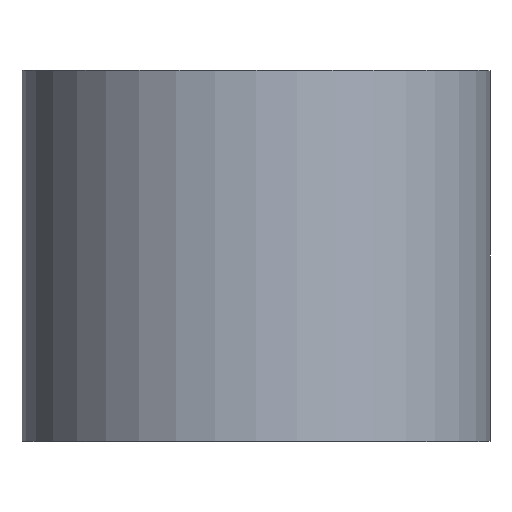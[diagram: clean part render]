
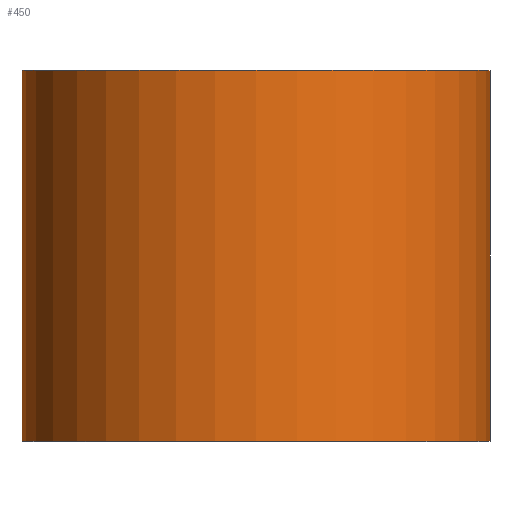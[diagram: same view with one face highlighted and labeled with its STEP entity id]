
A CAD part, top view. The second image highlights one B-rep face of the part: STEP entity #450.
In plain terms, the highlighted cylindrical face has radius 20.5 mm (diameter 41 mm), a full revolution.
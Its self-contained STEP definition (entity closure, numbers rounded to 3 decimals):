
#43=FACE_OUTER_BOUND('',#70,.T.);
#70=EDGE_LOOP('',(#345,#346,#347,#348));
#87=CIRCLE('',#495,20.5);
#89=CIRCLE('',#499,20.5);
#148=LINE('',#1091,#165);
#165=VECTOR('',#574,20.5);
#204=VERTEX_POINT('',#1083);
#206=VERTEX_POINT('',#1090);
#260=EDGE_CURVE('',#204,#204,#87,.T.);
#263=EDGE_CURVE('',#204,#206,#148,.T.);
#264=EDGE_CURVE('',#206,#206,#89,.T.);
#345=ORIENTED_EDGE('',*,*,#260,.F.);
#346=ORIENTED_EDGE('',*,*,#263,.T.);
#347=ORIENTED_EDGE('',*,*,#264,.F.);
#348=ORIENTED_EDGE('',*,*,#263,.F.);
#430=CYLINDRICAL_SURFACE('',#498,20.5);
#450=ADVANCED_FACE('',(#43),#430,.T.);
#495=AXIS2_PLACEMENT_3D('',#1084,#565,#566);
#498=AXIS2_PLACEMENT_3D('',#1089,#572,#573);
#499=AXIS2_PLACEMENT_3D('',#1092,#575,#576);
#565=DIRECTION('center_axis',(0.,-1.,0.));
#566=DIRECTION('ref_axis',(1.,0.,0.));
#572=DIRECTION('center_axis',(0.,1.,0.));
#573=DIRECTION('ref_axis',(1.,0.,0.));
#574=DIRECTION('',(0.,1.,0.));
#575=DIRECTION('center_axis',(0.,1.,0.));
#576=DIRECTION('ref_axis',(1.,0.,0.));
#1083=CARTESIAN_POINT('',(-20.5,-121.5,0.));
#1084=CARTESIAN_POINT('Origin',(0.,-121.5,0.));
#1089=CARTESIAN_POINT('Origin',(0.,-121.5,0.));
#1090=CARTESIAN_POINT('',(-20.5,-89.,0.));
#1091=CARTESIAN_POINT('',(-20.5,-121.5,0.));
#1092=CARTESIAN_POINT('Origin',(0.,-89.,0.));
